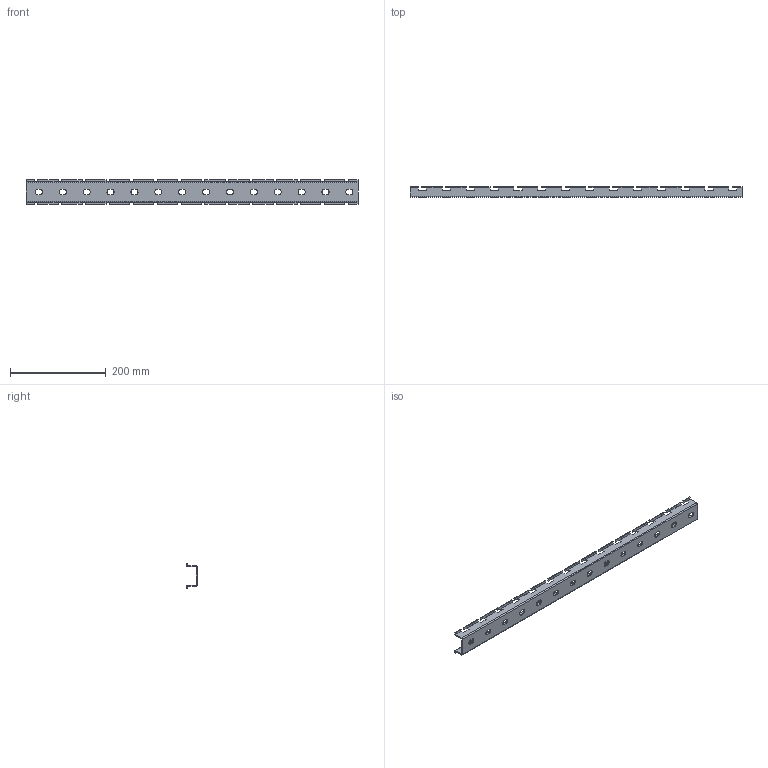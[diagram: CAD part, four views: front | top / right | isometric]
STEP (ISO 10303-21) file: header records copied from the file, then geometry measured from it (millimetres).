
FILE_DESCRIPTION (( 'STEP AP203' ), '1' );
FILE_NAME ('00406511.STEP', '2021-07-08T02:03:33', ( '' ), ( '' ), 'SwSTEP 2.0', 'SolidWorks 2020', '' );
FILE_SCHEMA (( 'CONFIG_CONTROL_DESIGN' ));
Length unit declared in the file: millimetre
Products named in the file (1): 00406511
Bounding box: 695 x 22 x 52 mm (x, y, z)
Volume: 112375.5 mm3; surface area: 119174.7 mm2
Topology: 1 solids, 1 shells, 374 faces, 1028 edges, 656 vertices
Faces by surface type: plane 282, cylinder 92
Entity records: 11825 total; most frequent: CARTESIAN_POINT 2059, ORIENTED_EDGE 2056, DIRECTION 1962, EDGE_CURVE 1028, VECTOR 844, LINE 844, VERTEX_POINT 656, AXIS2_PLACEMENT_3D 559
